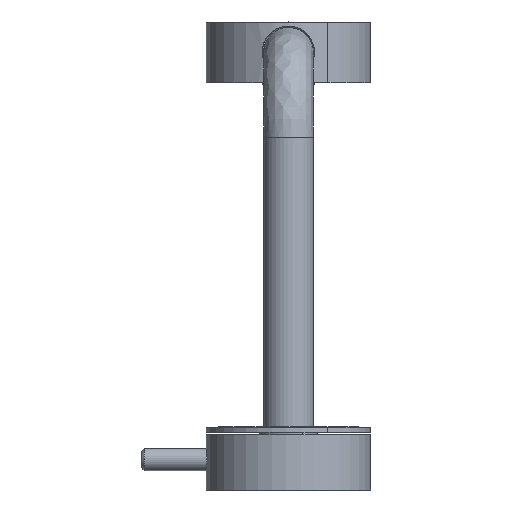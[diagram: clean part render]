
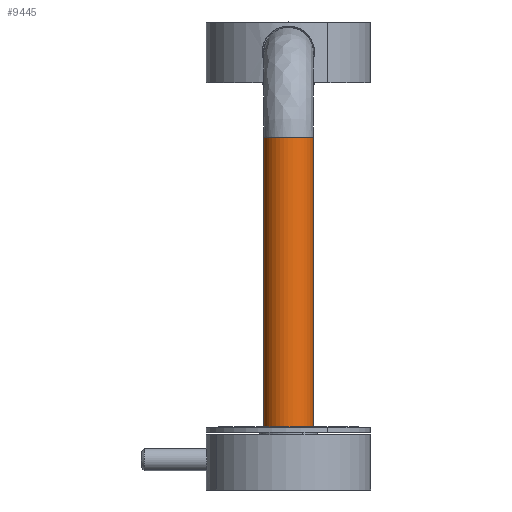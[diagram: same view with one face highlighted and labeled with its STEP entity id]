
A CAD part, left-side view. The second image highlights one B-rep face of the part: STEP entity #9445.
In plain terms, the highlighted cylindrical face has radius 9 mm (diameter 18 mm), a partial arc.
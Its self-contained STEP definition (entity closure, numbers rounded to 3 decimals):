
#9406=CARTESIAN_POINT('Axis2P3D Location',(0.,0.,126.5)) ;
#9411=CARTESIAN_POINT('Line Origine',(0.,9.,126.5)) ;
#9415=CARTESIAN_POINT('Vertex',(0.,9.,72.5)) ;
#9417=CARTESIAN_POINT('Vertex',(0.,9.,180.5)) ;
#9420=CARTESIAN_POINT('Axis2P3D Location',(0.,0.,72.5)) ;
#9424=CARTESIAN_POINT('Vertex',(0.,-9.,72.5)) ;
#9427=CARTESIAN_POINT('Line Origine',(0.,-9.,126.5)) ;
#9431=CARTESIAN_POINT('Vertex',(0.,-9.,180.5)) ;
#9434=CARTESIAN_POINT('Axis2P3D Location',(0.,0.,180.5)) ;
#9413=VECTOR('Line Direction',#9412,1.) ;
#9429=VECTOR('Line Direction',#9428,1.) ;
#9407=DIRECTION('Axis2P3D Direction',(0.,-0.,1.)) ;
#9408=DIRECTION('Axis2P3D XDirection',(0.,1.,0.)) ;
#9412=DIRECTION('Vector Direction',(0.,0.,1.)) ;
#9421=DIRECTION('Axis2P3D Direction',(0.,-0.,1.)) ;
#9428=DIRECTION('Vector Direction',(0.,0.,1.)) ;
#9435=DIRECTION('Axis2P3D Direction',(0.,-0.,1.)) ;
#9409=AXIS2_PLACEMENT_3D('Cylinder Axis2P3D',#9406,#9407,#9408) ;
#9422=AXIS2_PLACEMENT_3D('Circle Axis2P3D',#9420,#9421,$) ;
#9436=AXIS2_PLACEMENT_3D('Circle Axis2P3D',#9434,#9435,$) ;
#9414=LINE('Line',#9411,#9413) ;
#9430=LINE('Line',#9427,#9429) ;
#9423=CIRCLE('generated circle',#9422,9.) ;
#9437=CIRCLE('generated circle',#9436,9.) ;
#9410=CYLINDRICAL_SURFACE('generated cylinder',#9409,9.) ;
#9419=EDGE_CURVE('',#9416,#9418,#9414,.T.) ;
#9426=EDGE_CURVE('',#9425,#9416,#9423,.F.) ;
#9433=EDGE_CURVE('',#9432,#9425,#9430,.F.) ;
#9438=EDGE_CURVE('',#9418,#9432,#9437,.T.) ;
#9440=ORIENTED_EDGE('',*,*,#9419,.F.) ;
#9441=ORIENTED_EDGE('',*,*,#9426,.F.) ;
#9442=ORIENTED_EDGE('',*,*,#9433,.F.) ;
#9443=ORIENTED_EDGE('',*,*,#9438,.F.) ;
#9439=EDGE_LOOP('',(#9440,#9441,#9442,#9443)) ;
#9416=VERTEX_POINT('',#9415) ;
#9418=VERTEX_POINT('',#9417) ;
#9425=VERTEX_POINT('',#9424) ;
#9432=VERTEX_POINT('',#9431) ;
#9445=ADVANCED_FACE('P45740.1\\PartBody',(#9444),#9410,.T.) ;
#9444=FACE_OUTER_BOUND('',#9439,.T.) ;
